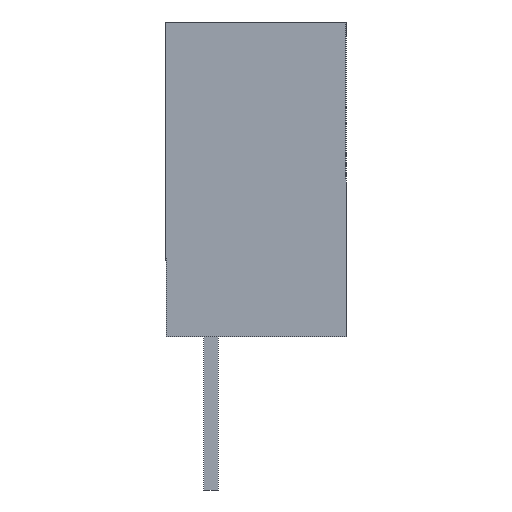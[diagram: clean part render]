
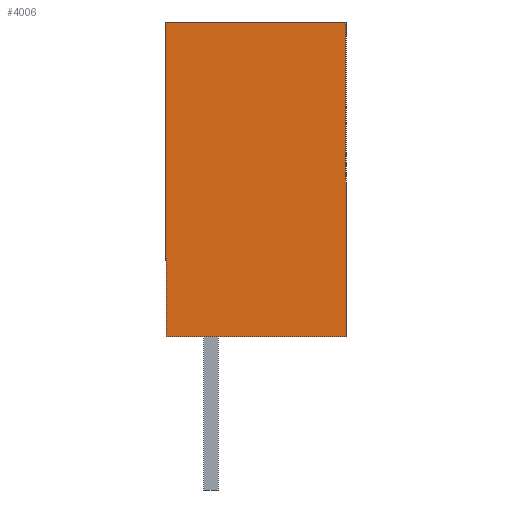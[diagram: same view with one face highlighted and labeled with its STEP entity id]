
A CAD part, left-side view. The second image highlights one B-rep face of the part: STEP entity #4006.
In plain terms, the highlighted planar face has unit normal (-1, 0, 0).
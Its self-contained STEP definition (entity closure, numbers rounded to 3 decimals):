
#702 = VERTEX_POINT('',#703);
#703 = CARTESIAN_POINT('',(-21.844,8.89,2.54));
#709 = EDGE_CURVE('',#702,#710,#712,.T.);
#710 = VERTEX_POINT('',#711);
#711 = CARTESIAN_POINT('',(-21.844,0.,2.54));
#712 = LINE('',#713,#714);
#713 = CARTESIAN_POINT('',(-21.844,8.89,2.54));
#714 = VECTOR('',#715,1.);
#715 = DIRECTION('',(0.,-1.,0.));
#750 = VERTEX_POINT('',#751);
#751 = CARTESIAN_POINT('',(-21.844,0.,-2.54));
#757 = EDGE_CURVE('',#758,#750,#760,.T.);
#758 = VERTEX_POINT('',#759);
#759 = CARTESIAN_POINT('',(-21.844,8.89,-2.54));
#760 = LINE('',#761,#762);
#761 = CARTESIAN_POINT('',(-21.844,8.89,-2.54));
#762 = VECTOR('',#763,1.);
#763 = DIRECTION('',(0.,-1.,0.));
#874 = EDGE_CURVE('',#750,#710,#875,.T.);
#875 = LINE('',#876,#877);
#876 = CARTESIAN_POINT('',(-21.844,0.,-2.54));
#877 = VECTOR('',#878,1.);
#878 = DIRECTION('',(0.,0.,1.));
#3394 = EDGE_CURVE('',#758,#702,#3395,.T.);
#3395 = LINE('',#3396,#3397);
#3396 = CARTESIAN_POINT('',(-21.844,8.89,-2.54));
#3397 = VECTOR('',#3398,1.);
#3398 = DIRECTION('',(0.,0.,1.));
#4006 = ADVANCED_FACE('',(#4007),#4013,.F.);
#4007 = FACE_BOUND('',#4008,.T.);
#4008 = EDGE_LOOP('',(#4009,#4010,#4011,#4012));
#4009 = ORIENTED_EDGE('',*,*,#874,.T.);
#4010 = ORIENTED_EDGE('',*,*,#709,.F.);
#4011 = ORIENTED_EDGE('',*,*,#3394,.F.);
#4012 = ORIENTED_EDGE('',*,*,#757,.T.);
#4013 = PLANE('',#4014);
#4014 = AXIS2_PLACEMENT_3D('',#4015,#4016,#4017);
#4015 = CARTESIAN_POINT('',(-21.844,8.89,-2.54));
#4016 = DIRECTION('',(1.,0.,0.));
#4017 = DIRECTION('',(0.,0.,-1.));
